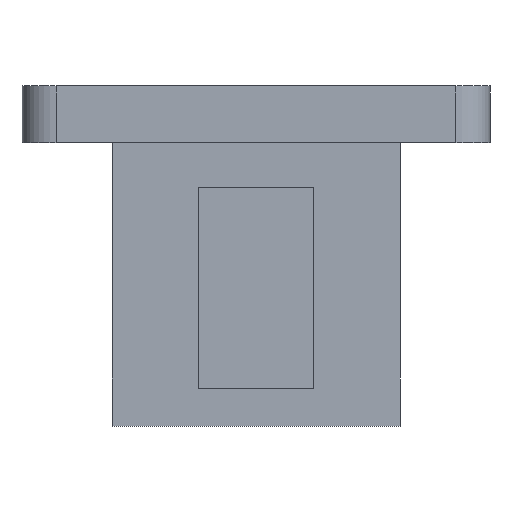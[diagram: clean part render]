
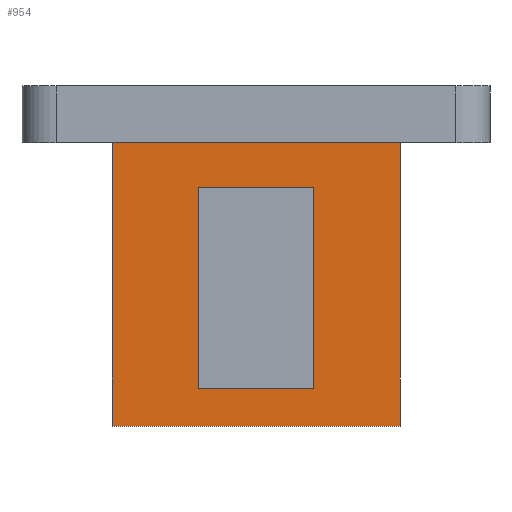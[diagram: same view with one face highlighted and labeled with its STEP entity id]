
A CAD part, front view. The second image highlights one B-rep face of the part: STEP entity #954.
In plain terms, the highlighted planar face has unit normal (0, -1, 0).
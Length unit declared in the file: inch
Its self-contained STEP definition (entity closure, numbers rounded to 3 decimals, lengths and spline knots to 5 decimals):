
#40 = CARTESIAN_POINT ( 'NONE',  ( -0.5, -0.25, -1.1811 ) ) ;
#46 = CARTESIAN_POINT ( 'NONE',  ( -0.5, -0.25, -1.1811 ) ) ;
#56 = CARTESIAN_POINT ( 'NONE',  ( -0.5, -0.25, -1.1811 ) ) ;
#60 = CARTESIAN_POINT ( 'NONE',  ( 0.5, -0.25, -1.1811 ) ) ;
#74 = FACE_BOUND ( 'NONE', #662, .T. ) ;
#101 = EDGE_CURVE ( 'NONE', #920, #171, #143, .T. ) ;
#113 = VECTOR ( 'NONE', #1031, 39.37008 ) ;
#125 = VERTEX_POINT ( 'NONE', #60 ) ;
#143 = LINE ( 'NONE', #592, #561 ) ;
#148 = DIRECTION ( 'NONE',  ( -1., 0., 0. ) ) ;
#171 = VERTEX_POINT ( 'NONE', #768 ) ;
#172 = EDGE_CURVE ( 'NONE', #395, #125, #318, .T. ) ;
#181 = ORIENTED_EDGE ( 'NONE', *, *, #378, .F. ) ;
#200 = VECTOR ( 'NONE', #846, 39.37008 ) ;
#210 = DIRECTION ( 'NONE',  ( 0., 0., 1. ) ) ;
#214 = DIRECTION ( 'NONE',  ( 0., 0., 1. ) ) ;
#245 = CARTESIAN_POINT ( 'NONE',  ( 0.2, -0.25, -1.0516 ) ) ;
#255 = VERTEX_POINT ( 'NONE', #1060 ) ;
#258 = CARTESIAN_POINT ( 'NONE',  ( -0.2, -0.25, -1.0516 ) ) ;
#263 = VERTEX_POINT ( 'NONE', #703 ) ;
#301 = CARTESIAN_POINT ( 'NONE',  ( -0.2, -0.25, -0.3516 ) ) ;
#309 = ORIENTED_EDGE ( 'NONE', *, *, #727, .T. ) ;
#318 = LINE ( 'NONE', #40, #742 ) ;
#355 = PLANE ( 'NONE',  #659 ) ;
#378 = EDGE_CURVE ( 'NONE', #171, #827, #759, .T. ) ;
#393 = CARTESIAN_POINT ( 'NONE',  ( -0.2, -0.25, -1.0516 ) ) ;
#395 = VERTEX_POINT ( 'NONE', #46 ) ;
#404 = CARTESIAN_POINT ( 'NONE',  ( -0.2, -0.25, -0.3516 ) ) ;
#441 = EDGE_CURVE ( 'NONE', #255, #263, #666, .T. ) ;
#458 = VERTEX_POINT ( 'NONE', #393 ) ;
#475 = ORIENTED_EDGE ( 'NONE', *, *, #824, .F. ) ;
#530 = LINE ( 'NONE', #258, #1160 ) ;
#535 = DIRECTION ( 'NONE',  ( 0., -1., 0. ) ) ;
#540 = FACE_OUTER_BOUND ( 'NONE', #746, .T. ) ;
#549 = DIRECTION ( 'NONE',  ( 1., 0., 0. ) ) ;
#554 = EDGE_CURVE ( 'NONE', #827, #458, #854, .T. ) ;
#561 = VECTOR ( 'NONE', #214, 39.37008 ) ;
#583 = ORIENTED_EDGE ( 'NONE', *, *, #172, .T. ) ;
#588 = VECTOR ( 'NONE', #210, 39.37008 ) ;
#592 = CARTESIAN_POINT ( 'NONE',  ( 0.2, -0.25, -1.0516 ) ) ;
#659 = AXIS2_PLACEMENT_3D ( 'NONE', #884, #535, #549 ) ;
#662 = EDGE_LOOP ( 'NONE', ( #181, #1077, #663, #897 ) ) ;
#663 = ORIENTED_EDGE ( 'NONE', *, *, #968, .F. ) ;
#666 = LINE ( 'NONE', #1107, #113 ) ;
#671 = CARTESIAN_POINT ( 'NONE',  ( -0.2, -0.25, -1.0516 ) ) ;
#681 = DIRECTION ( 'NONE',  ( 1., 0., 0. ) ) ;
#692 = LINE ( 'NONE', #758, #588 ) ;
#703 = CARTESIAN_POINT ( 'NONE',  ( -0.5, -0.25, -0.19685 ) ) ;
#727 = EDGE_CURVE ( 'NONE', #125, #255, #692, .T. ) ;
#742 = VECTOR ( 'NONE', #681, 39.37008 ) ;
#746 = EDGE_LOOP ( 'NONE', ( #309, #1073, #475, #583 ) ) ;
#758 = CARTESIAN_POINT ( 'NONE',  ( 0.5, -0.25, -1.1811 ) ) ;
#759 = LINE ( 'NONE', #301, #1130 ) ;
#768 = CARTESIAN_POINT ( 'NONE',  ( 0.2, -0.25, -0.3516 ) ) ;
#775 = VECTOR ( 'NONE', #791, 39.37008 ) ;
#787 = LINE ( 'NONE', #56, #775 ) ;
#791 = DIRECTION ( 'NONE',  ( 0., 0., 1. ) ) ;
#824 = EDGE_CURVE ( 'NONE', #395, #263, #787, .T. ) ;
#827 = VERTEX_POINT ( 'NONE', #404 ) ;
#846 = DIRECTION ( 'NONE',  ( 0., 0., -1. ) ) ;
#854 = LINE ( 'NONE', #671, #200 ) ;
#884 = CARTESIAN_POINT ( 'NONE',  ( -0.5, -0.25, -1.1811 ) ) ;
#896 = DIRECTION ( 'NONE',  ( 1., 0., 0. ) ) ;
#897 = ORIENTED_EDGE ( 'NONE', *, *, #554, .F. ) ;
#920 = VERTEX_POINT ( 'NONE', #245 ) ;
#954 = ADVANCED_FACE ( 'NONE', ( #540, #74 ), #355, .T. ) ;
#968 = EDGE_CURVE ( 'NONE', #458, #920, #530, .T. ) ;
#1031 = DIRECTION ( 'NONE',  ( -1., 0., 0. ) ) ;
#1060 = CARTESIAN_POINT ( 'NONE',  ( 0.5, -0.25, -0.19685 ) ) ;
#1073 = ORIENTED_EDGE ( 'NONE', *, *, #441, .T. ) ;
#1077 = ORIENTED_EDGE ( 'NONE', *, *, #101, .F. ) ;
#1107 = CARTESIAN_POINT ( 'NONE',  ( 0., -0.25, -0.19685 ) ) ;
#1130 = VECTOR ( 'NONE', #148, 39.37008 ) ;
#1160 = VECTOR ( 'NONE', #896, 39.37008 ) ;
